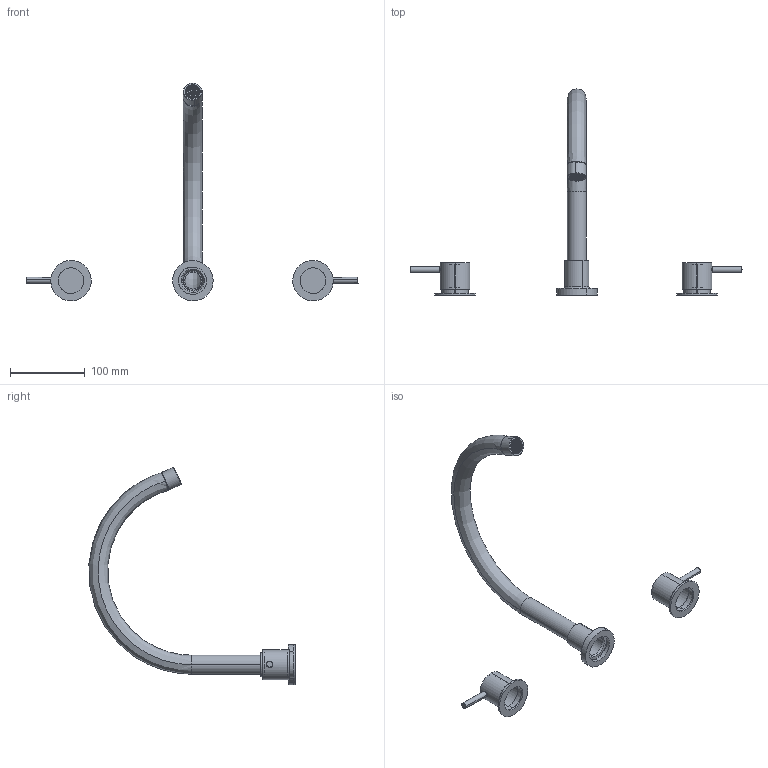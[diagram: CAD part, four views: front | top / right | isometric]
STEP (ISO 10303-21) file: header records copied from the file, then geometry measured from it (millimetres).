
FILE_DESCRIPTION (( 'STEP AP214' ), '1' );
FILE_NAME ('SUSSEX_SCALA_SHSS_hob_spa_set_curved_shell.STEP', '2021-06-24T06:50:34', ( '' ), ( '' ), 'SwSTEP 2.0', 'SolidWorks 2020', '' );
FILE_SCHEMA (( 'AUTOMOTIVE_DESIGN' ));
Length unit declared in the file: millimetre
Products named in the file (1): SUSSEX_SCALA_SHSS_hob_spa_set_curved_shell
Bounding box: 443.03 x 275.13 x 290.79 mm (x, y, z)
Volume: 108180 mm3; surface area: 117447.2 mm2
Topology: 10 solids, 11 shells, 464 faces, 1448 edges, 831 vertices
Faces by surface type: cylinder 275, plane 81, bspline 63, cone 33, torus 12
Entity records: 27633 total; most frequent: CARTESIAN_POINT 12275, ORIENTED_EDGE 2888, DIRECTION 1763, EDGE_CURVE 1444, VERTEX_POINT 831, VECTOR 655, LINE 655, B_SPLINE_CURVE_WITH_KNOTS 630
